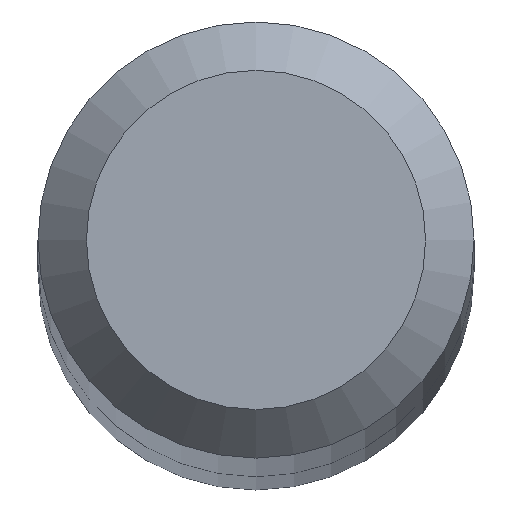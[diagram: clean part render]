
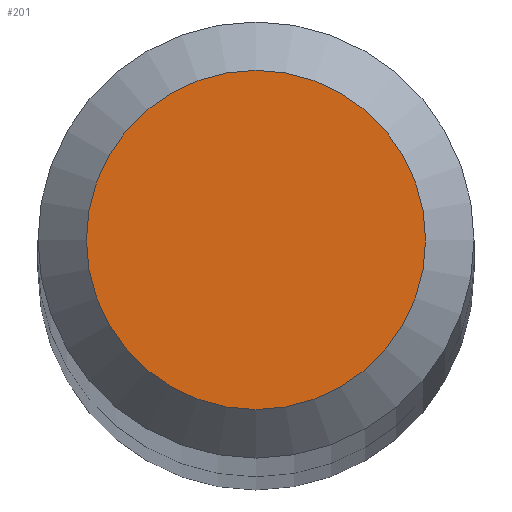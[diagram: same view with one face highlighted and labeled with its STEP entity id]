
A CAD part, top view. The second image highlights one B-rep face of the part: STEP entity #201.
In plain terms, the highlighted planar face has unit normal (0, 0, 1).
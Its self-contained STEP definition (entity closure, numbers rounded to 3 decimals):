
#13 = AXIS2_PLACEMENT_3D ( 'NONE', #200, #125, #69 ) ;
#28 = AXIS2_PLACEMENT_3D ( 'NONE', #50, #68, #45 ) ;
#45 = DIRECTION ( 'NONE',  ( 0., 1., 0. ) ) ;
#50 = CARTESIAN_POINT ( 'NONE',  ( 0., 0., 38. ) ) ;
#68 = DIRECTION ( 'NONE',  ( 0., 0., -1. ) ) ;
#69 = DIRECTION ( 'NONE',  ( 0., 1., 0. ) ) ;
#100 = CIRCLE ( 'NONE', #13, 0.35 ) ;
#122 = EDGE_LOOP ( 'NONE', ( #137 ) ) ;
#125 = DIRECTION ( 'NONE',  ( 0., 0., -1. ) ) ;
#130 = CARTESIAN_POINT ( 'NONE',  ( 0., 0.35, 38. ) ) ;
#137 = ORIENTED_EDGE ( 'NONE', *, *, #163, .F. ) ;
#158 = VERTEX_POINT ( 'NONE', #130 ) ;
#163 = EDGE_CURVE ( 'NONE', #158, #158, #100, .T. ) ;
#183 = FACE_OUTER_BOUND ( 'NONE', #122, .T. ) ;
#185 = PLANE ( 'NONE',  #28 ) ;
#200 = CARTESIAN_POINT ( 'NONE',  ( 0., 0., 38. ) ) ;
#201 = ADVANCED_FACE ( 'NONE', ( #183 ), #185, .F. ) ;
